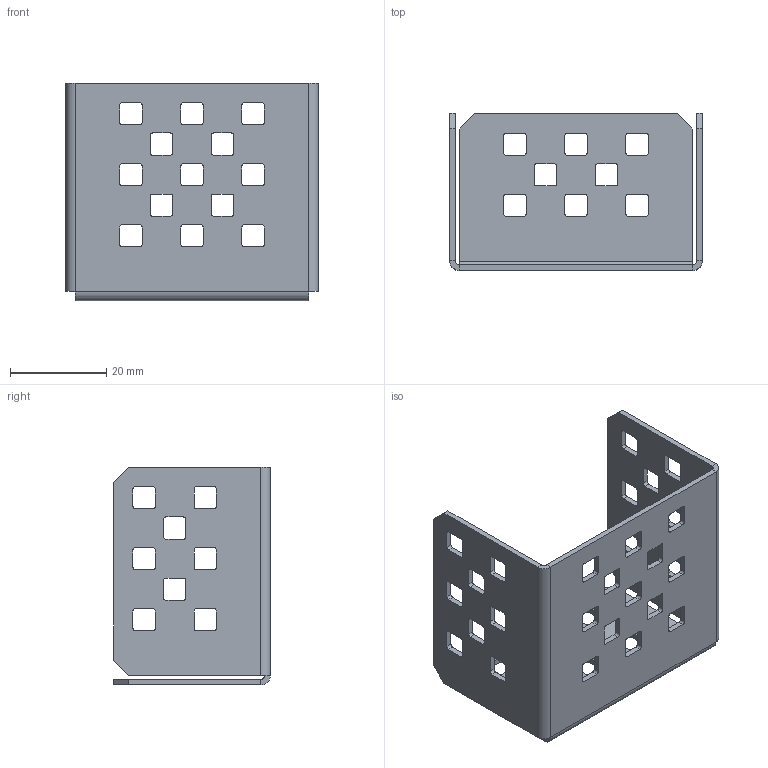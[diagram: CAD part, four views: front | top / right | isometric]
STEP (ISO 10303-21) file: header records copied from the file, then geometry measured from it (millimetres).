
FILE_DESCRIPTION(/* description */ (''),/* implementation_level */ '2;1');
FILE_NAME(/* name */ 'Bevel Gearbox Bracket.ipt.step',/* time_stamp */ '2020-04-16T23:03:35-04:00',/* author */ ('Jordan'),/* organization */ (''),/* preprocessor_version */ 'ST-DEVELOPER v17',/* originating_system */ 'Autodesk Inventor 2019',/* authorisation */ '');
FILE_SCHEMA (('AUTOMOTIVE_DESIGN { 1 0 10303 214 3 1 1 }'));
Length unit declared in the file: inch
Products named in the file (1): Bevel Gearbox Bracket
Bounding box: 52.57 x 32.63 x 45.33 mm (x, y, z)
Volume: 6705.5 mm3; surface area: 12671.8 mm2
Topology: 1 solids, 1 shells, 332 faces, 1345 edges, 1357 vertices
Faces by surface type: plane 178, cylinder 154
Entity records: 13508 total; most frequent: CARTESIAN_POINT 2804, DIRECTION 2310, ORIENTED_EDGE 1932, EDGE_CURVE 966, AXIS2_PLACEMENT_3D 826, LINE 658, VECTOR 658, VERTEX_POINT 636
